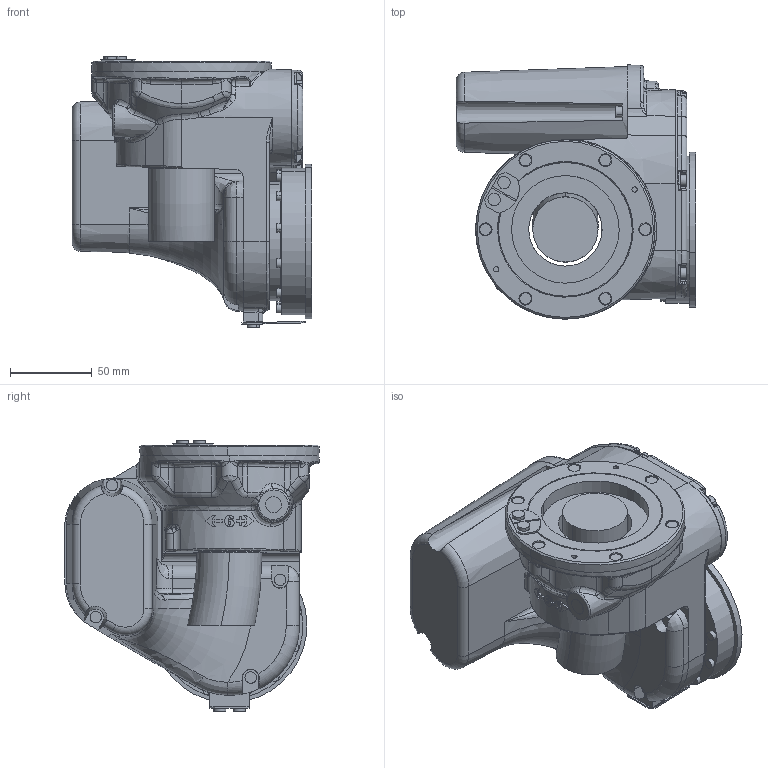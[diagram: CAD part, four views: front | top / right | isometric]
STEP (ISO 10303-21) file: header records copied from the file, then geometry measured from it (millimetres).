
FILE_DESCRIPTION (( 'STEP AP203' ), '1' );
FILE_NAME ('BA006L-AC01_J5_Varsayýlan_sldprt.STEP', '2024-01-06T16:18:19', ( '' ), ( '' ), 'SwSTEP 2.0', 'SolidWorks 2023', '' );
FILE_SCHEMA (( 'CONFIG_CONTROL_DESIGN' ));
Length unit declared in the file: millimetre
Products named in the file (1): BA006L-AC01_J5_Varsayılan_sldprt
Bounding box: 147 x 156 x 166.84 mm (x, y, z)
Volume: 1586278.1 mm3; surface area: 148171.7 mm2
Topology: 2 solids, 2 shells, 724 faces, 1742 edges, 1034 vertices
Faces by surface type: cylinder 223, bspline 203, plane 187, torus 61, cone 47, sphere 3
Entity records: 37702 total; most frequent: CARTESIAN_POINT 22881, ORIENTED_EDGE 3402, DIRECTION 2430, EDGE_CURVE 1701, VERTEX_POINT 1034, AXIS2_PLACEMENT_3D 967, EDGE_LOOP 781, B_SPLINE_CURVE_WITH_KNOTS 758
